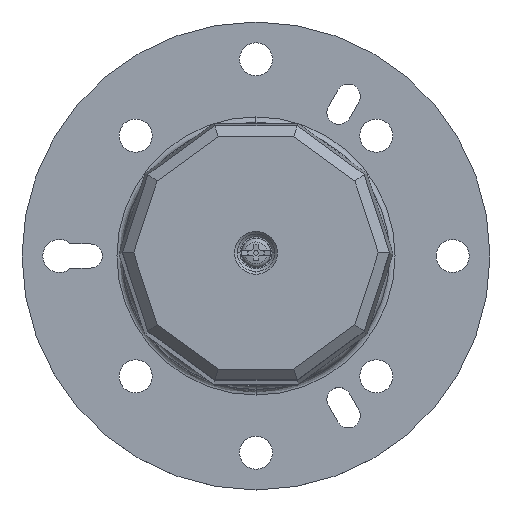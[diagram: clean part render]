
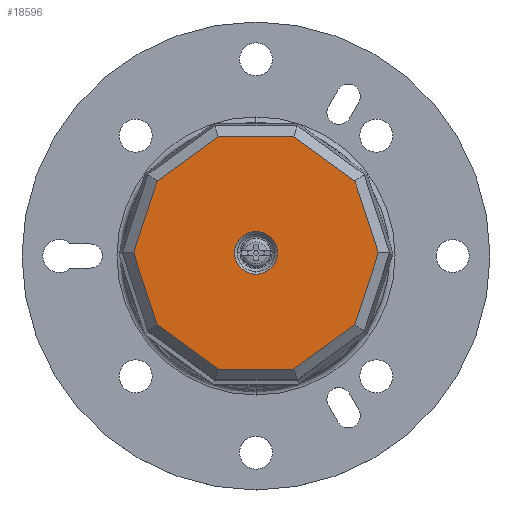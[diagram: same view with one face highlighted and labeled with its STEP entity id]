
A CAD part, top view. The second image highlights one B-rep face of the part: STEP entity #18596.
In plain terms, the highlighted planar face has unit normal (0, 0, 1).
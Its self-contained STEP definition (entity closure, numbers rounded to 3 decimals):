
#17828=CARTESIAN_POINT('',(0.,-4.,335.));
#17829=VERTEX_POINT('',#17828);
#17838=CARTESIAN_POINT('',(0.,4.,335.));
#17839=VERTEX_POINT('',#17838);
#17840=CARTESIAN_POINT('',(0.,0.,335.));
#17841=DIRECTION('',(0.0,0.0,1.0));
#17842=DIRECTION('',(0.0,-1.0,0.0));
#17843=AXIS2_PLACEMENT_3D('',#17840,#17841,#17842);
#17844=CIRCLE('',#17843,4.0);
#17845=EDGE_CURVE('',#17829,#17839,#17844,.T.);
#18334=CARTESIAN_POINT('',(-7.067,-21.75,335.));
#18335=VERTEX_POINT('',#18334);
#18336=CARTESIAN_POINT('',(-18.502,-13.442,335.));
#18337=VERTEX_POINT('',#18336);
#18338=CARTESIAN_POINT('',(-7.067,-21.75,335.));
#18339=DIRECTION('',(-0.809,0.588,0.0));
#18340=VECTOR('',#18339,14.134);
#18341=LINE('',#18338,#18340);
#18342=EDGE_CURVE('',#18335,#18337,#18341,.T.);
#18365=CARTESIAN_POINT('',(-22.869,0.,335.));
#18366=VERTEX_POINT('',#18365);
#18367=CARTESIAN_POINT('',(-18.502,-13.442,335.));
#18368=DIRECTION('',(-0.309,0.951,0.0));
#18369=VECTOR('',#18368,14.134);
#18370=LINE('',#18367,#18369);
#18371=EDGE_CURVE('',#18337,#18366,#18370,.T.);
#18389=CARTESIAN_POINT('',(-18.502,13.442,335.));
#18390=VERTEX_POINT('',#18389);
#18391=CARTESIAN_POINT('',(-22.869,0.,335.));
#18392=DIRECTION('',(0.309,0.951,0.0));
#18393=VECTOR('',#18392,14.134);
#18394=LINE('',#18391,#18393);
#18395=EDGE_CURVE('',#18366,#18390,#18394,.T.);
#18413=CARTESIAN_POINT('',(-7.067,21.75,335.));
#18414=VERTEX_POINT('',#18413);
#18415=CARTESIAN_POINT('',(-18.502,13.442,335.));
#18416=DIRECTION('',(0.809,0.588,0.0));
#18417=VECTOR('',#18416,14.134);
#18418=LINE('',#18415,#18417);
#18419=EDGE_CURVE('',#18390,#18414,#18418,.T.);
#18437=CARTESIAN_POINT('',(7.067,21.75,335.));
#18438=VERTEX_POINT('',#18437);
#18439=CARTESIAN_POINT('',(-7.067,21.75,335.));
#18440=DIRECTION('',(1.0,0.0,0.0));
#18441=VECTOR('',#18440,14.134);
#18442=LINE('',#18439,#18441);
#18443=EDGE_CURVE('',#18414,#18438,#18442,.T.);
#18461=CARTESIAN_POINT('',(18.502,13.442,335.));
#18462=VERTEX_POINT('',#18461);
#18463=CARTESIAN_POINT('',(7.067,21.75,335.));
#18464=DIRECTION('',(0.809,-0.588,0.0));
#18465=VECTOR('',#18464,14.134);
#18466=LINE('',#18463,#18465);
#18467=EDGE_CURVE('',#18438,#18462,#18466,.T.);
#18485=CARTESIAN_POINT('',(22.869,0.,335.));
#18486=VERTEX_POINT('',#18485);
#18487=CARTESIAN_POINT('',(18.502,13.442,335.));
#18488=DIRECTION('',(0.309,-0.951,0.0));
#18489=VECTOR('',#18488,14.134);
#18490=LINE('',#18487,#18489);
#18491=EDGE_CURVE('',#18462,#18486,#18490,.T.);
#18509=CARTESIAN_POINT('',(18.502,-13.442,335.));
#18510=VERTEX_POINT('',#18509);
#18511=CARTESIAN_POINT('',(22.869,0.,335.));
#18512=DIRECTION('',(-0.309,-0.951,0.0));
#18513=VECTOR('',#18512,14.134);
#18514=LINE('',#18511,#18513);
#18515=EDGE_CURVE('',#18486,#18510,#18514,.T.);
#18533=CARTESIAN_POINT('',(7.067,-21.75,335.));
#18534=VERTEX_POINT('',#18533);
#18535=CARTESIAN_POINT('',(18.502,-13.442,335.));
#18536=DIRECTION('',(-0.809,-0.588,0.0));
#18537=VECTOR('',#18536,14.134);
#18538=LINE('',#18535,#18537);
#18539=EDGE_CURVE('',#18510,#18534,#18538,.T.);
#18557=CARTESIAN_POINT('',(7.067,-21.75,335.));
#18558=DIRECTION('',(-1.0,0.0,0.0));
#18559=VECTOR('',#18558,14.134);
#18560=LINE('',#18557,#18559);
#18561=EDGE_CURVE('',#18534,#18335,#18560,.T.);
#18569=CARTESIAN_POINT('',(-25.156,-23.925,335.));
#18570=DIRECTION('',(0.0,0.0,1.0));
#18571=DIRECTION('',(1.0,0.0,0.0));
#18572=AXIS2_PLACEMENT_3D('',#18569,#18570,#18571);
#18573=PLANE('',#18572);
#18574=ORIENTED_EDGE('',*,*,#18342,.F.);
#18575=ORIENTED_EDGE('',*,*,#18561,.F.);
#18576=ORIENTED_EDGE('',*,*,#18539,.F.);
#18577=ORIENTED_EDGE('',*,*,#18515,.F.);
#18578=ORIENTED_EDGE('',*,*,#18491,.F.);
#18579=ORIENTED_EDGE('',*,*,#18467,.F.);
#18580=ORIENTED_EDGE('',*,*,#18443,.F.);
#18581=ORIENTED_EDGE('',*,*,#18419,.F.);
#18582=ORIENTED_EDGE('',*,*,#18395,.F.);
#18583=ORIENTED_EDGE('',*,*,#18371,.F.);
#18584=EDGE_LOOP('',(#18574,#18575,#18576,#18577,#18578,#18579,#18580,#18581,#18582,#18583));
#18585=FACE_OUTER_BOUND('',#18584,.T.);
#18586=CARTESIAN_POINT('',(0.,0.,335.));
#18587=DIRECTION('',(0.0,0.0,1.0));
#18588=DIRECTION('',(0.0,-1.0,0.0));
#18589=AXIS2_PLACEMENT_3D('',#18586,#18587,#18588);
#18590=CIRCLE('',#18589,4.0);
#18591=EDGE_CURVE('',#17839,#17829,#18590,.T.);
#18592=ORIENTED_EDGE('',*,*,#18591,.F.);
#18593=ORIENTED_EDGE('',*,*,#17845,.F.);
#18594=EDGE_LOOP('',(#18592,#18593));
#18595=FACE_BOUND('',#18594,.T.);
#18596=ADVANCED_FACE('',(#18585,#18595),#18573,.T.);
